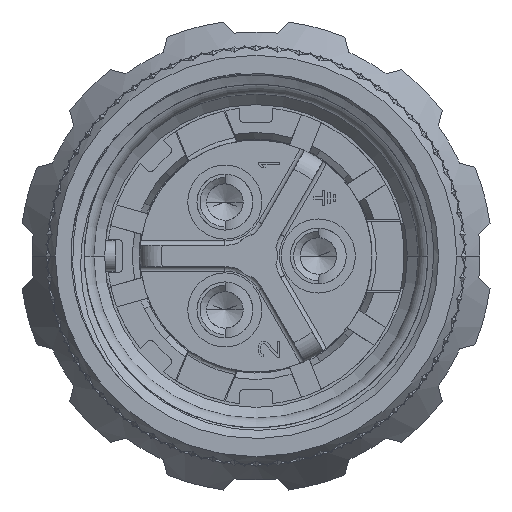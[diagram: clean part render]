
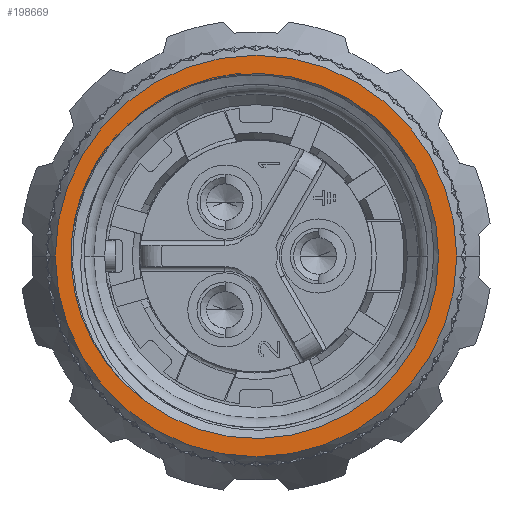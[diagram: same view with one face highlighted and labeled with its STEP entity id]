
A CAD part, left-side view. The second image highlights one B-rep face of the part: STEP entity #198669.
In plain terms, the highlighted planar face has unit normal (-1, 0, 0).
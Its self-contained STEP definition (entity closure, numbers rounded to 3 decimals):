
#52852=CARTESIAN_POINT('',(0.,0.,0.));
#52853=DIRECTION('',(1.,0.,0.));
#52854=DIRECTION('',(0.,0.616,0.788));
#52855=AXIS2_PLACEMENT_3D('',#52852,#52853,#52854);
#54221=CARTESIAN_POINT('',(0.,0.,0.));
#54222=DIRECTION('',(-1.,0.,0.));
#54223=DIRECTION('',(0.,1.,0.));
#54224=AXIS2_PLACEMENT_3D('',#54221,#54222,#54223);
#54226=CARTESIAN_POINT('',(0.,0.,0.));
#54227=DIRECTION('',(1.,0.,0.));
#54228=DIRECTION('',(0.,1.,0.));
#54229=AXIS2_PLACEMENT_3D('',#54226,#54227,#54228);
#54231=CARTESIAN_POINT('',(0.,6.18,5.895));
#54232=CARTESIAN_POINT('',(0.,6.106,5.967));
#54233=CARTESIAN_POINT('',(0.,5.956,6.109));
#54234=CARTESIAN_POINT('',(0.,5.724,6.313));
#54235=CARTESIAN_POINT('',(0.,5.485,6.509));
#54236=CARTESIAN_POINT('',(0.,5.321,6.634));
#54237=CARTESIAN_POINT('',(0.,5.238,6.695));
#54239=CARTESIAN_POINT('',(0.,6.18,-5.894));
#54240=CARTESIAN_POINT('',(0.,6.252,-5.823));
#54241=CARTESIAN_POINT('',(0.,6.397,-5.675));
#54242=CARTESIAN_POINT('',(0.,6.612,-5.436));
#54243=CARTESIAN_POINT('',(0.,6.82,-5.184));
#54244=CARTESIAN_POINT('',(0.,7.02,-4.92));
#54245=CARTESIAN_POINT('',(0.,7.21,-4.647));
#54246=CARTESIAN_POINT('',(0.,7.391,-4.364));
#54247=CARTESIAN_POINT('',(0.,7.56,-4.073));
#54248=CARTESIAN_POINT('',(0.,7.718,-3.775));
#54249=CARTESIAN_POINT('',(0.,7.864,-3.469));
#54250=CARTESIAN_POINT('',(0.,7.998,-3.158));
#54251=CARTESIAN_POINT('',(0.,8.119,-2.84));
#54252=CARTESIAN_POINT('',(0.,8.227,-2.518));
#54253=CARTESIAN_POINT('',(0.,8.322,-2.191));
#54254=CARTESIAN_POINT('',(0.,8.404,-1.86));
#54255=CARTESIAN_POINT('',(0.,8.473,-1.526));
#54256=CARTESIAN_POINT('',(0.,8.528,-1.19));
#54257=CARTESIAN_POINT('',(0.,8.569,-0.851));
#54258=CARTESIAN_POINT('',(0.,8.597,-0.511));
#54259=CARTESIAN_POINT('',(0.,8.611,-0.17));
#54260=CARTESIAN_POINT('',(0.,8.611,0.171));
#54261=CARTESIAN_POINT('',(0.,8.597,0.511));
#54262=CARTESIAN_POINT('',(0.,8.569,0.851));
#54263=CARTESIAN_POINT('',(0.,8.528,1.19));
#54264=CARTESIAN_POINT('',(0.,8.473,1.526));
#54265=CARTESIAN_POINT('',(0.,8.404,1.86));
#54266=CARTESIAN_POINT('',(0.,8.322,2.191));
#54267=CARTESIAN_POINT('',(0.,8.227,2.518));
#54268=CARTESIAN_POINT('',(0.,8.119,2.84));
#54269=CARTESIAN_POINT('',(0.,7.997,3.158));
#54270=CARTESIAN_POINT('',(0.,7.864,3.469));
#54271=CARTESIAN_POINT('',(0.,7.718,3.775));
#54272=CARTESIAN_POINT('',(0.,7.56,4.073));
#54273=CARTESIAN_POINT('',(0.,7.391,4.364));
#54274=CARTESIAN_POINT('',(0.,7.21,4.647));
#54275=CARTESIAN_POINT('',(0.,7.02,4.92));
#54276=CARTESIAN_POINT('',(0.,6.82,5.184));
#54277=CARTESIAN_POINT('',(0.,6.612,5.436));
#54278=CARTESIAN_POINT('',(0.,6.397,5.675));
#54279=CARTESIAN_POINT('',(0.,6.252,5.823));
#54280=CARTESIAN_POINT('',(0.,6.18,5.895));
#54282=CARTESIAN_POINT('',(0.,5.238,-6.695));
#54283=CARTESIAN_POINT('',(0.,5.321,-6.634));
#54284=CARTESIAN_POINT('',(0.,5.485,-6.509));
#54285=CARTESIAN_POINT('',(0.,5.724,-6.313));
#54286=CARTESIAN_POINT('',(0.,5.956,-6.109));
#54287=CARTESIAN_POINT('',(0.,6.106,-5.967));
#54288=CARTESIAN_POINT('',(0.,6.18,-5.894));
#57019=CARTESIAN_POINT('',(0.,9.348,0.));
#57020=CARTESIAN_POINT('',(0.,-9.348,0.));
#57021=VERTEX_POINT('',#57019);
#57022=VERTEX_POINT('',#57020);
#57283=VERTEX_POINT('',#54239);
#57284=VERTEX_POINT('',#54280);
#57285=VERTEX_POINT('',#54237);
#57286=VERTEX_POINT('',#54282);
#198654=CARTESIAN_POINT('',(0.,0.,0.));
#198655=DIRECTION('',(1.,0.,0.));
#198656=DIRECTION('',(0.,-1.,0.));
#198657=AXIS2_PLACEMENT_3D('',#198654,#198655,#198656);
#198658=PLANE('245',#198657);
#198659=ORIENTED_EDGE('5300',*,*,#64439,.F.);
#198660=ORIENTED_EDGE('5292',*,*,#64111,.T.);
#198661=EDGE_LOOP('245',(#198659,#198660));
#198662=FACE_OUTER_BOUND('245',#198661,.F.);
#198663=ORIENTED_EDGE('5599',*,*,#197919,.F.);
#198664=ORIENTED_EDGE('5590',*,*,#198230,.F.);
#198665=ORIENTED_EDGE('5589',*,*,#198638,.F.);
#198666=ORIENTED_EDGE('5591',*,*,#197884,.F.);
#198667=EDGE_LOOP('245',(#198663,#198664,#198665,#198666));
#198668=FACE_BOUND('245',#198667,.F.);
#52856=CIRCLE('5599',#52855,8.5);
#54225=CIRCLE('5300',#54224,9.348);
#54230=CIRCLE('5292',#54229,9.348);
#54238=B_SPLINE_CURVE_WITH_KNOTS('5590',3,(#54231,#54232,#54233,#54234,#54235,
#54236,#54237),.UNSPECIFIED.,.F.,.F.,(4,1,1,1,4),(0.,0.25,0.5,0.75,
1.),.UNSPECIFIED.);
#54281=B_SPLINE_CURVE_WITH_KNOTS('5589',3,(#54239,#54240,#54241,#54242,#54243,
#54244,#54245,#54246,#54247,#54248,#54249,#54250,#54251,#54252,#54253,#54254,
#54255,#54256,#54257,#54258,#54259,#54260,#54261,#54262,#54263,#54264,#54265,
#54266,#54267,#54268,#54269,#54270,#54271,#54272,#54273,#54274,#54275,#54276,
#54277,#54278,#54279,#54280),.UNSPECIFIED.,.F.,.F.,(4,1,1,1,1,1,1,1,1,1,1,1,1,1,
1,1,1,1,1,1,1,1,1,1,1,1,1,1,1,1,1,1,1,1,1,1,1,1,1,4),(0.,0.026,
0.051,0.077,0.103,0.128,
0.154,0.179,0.205,0.231,
0.256,0.282,0.308,0.333,
0.359,0.385,0.41,0.436,
0.462,0.487,0.513,0.538,
0.564,0.59,0.615,0.641,
0.667,0.692,0.718,0.744,
0.769,0.795,0.821,0.846,
0.872,0.897,0.923,0.949,
0.974,1.),.UNSPECIFIED.);
#54289=B_SPLINE_CURVE_WITH_KNOTS('5591',3,(#54282,#54283,#54284,#54285,#54286,
#54287,#54288),.UNSPECIFIED.,.F.,.F.,(4,1,1,1,4),(0.,0.25,0.5,0.75,
1.),.UNSPECIFIED.);
#64111=EDGE_CURVE('5292',#57021,#57022,#54230,.T.);
#64439=EDGE_CURVE('5300',#57021,#57022,#54225,.T.);
#197884=EDGE_CURVE('5591',#57286,#57283,#54289,.T.);
#197919=EDGE_CURVE('5599',#57285,#57286,#52856,.T.);
#198230=EDGE_CURVE('5590',#57284,#57285,#54238,.T.);
#198638=EDGE_CURVE('5589',#57283,#57284,#54281,.T.);
#198669=ADVANCED_FACE('245',(#198662,#198668),#198658,.F.);
